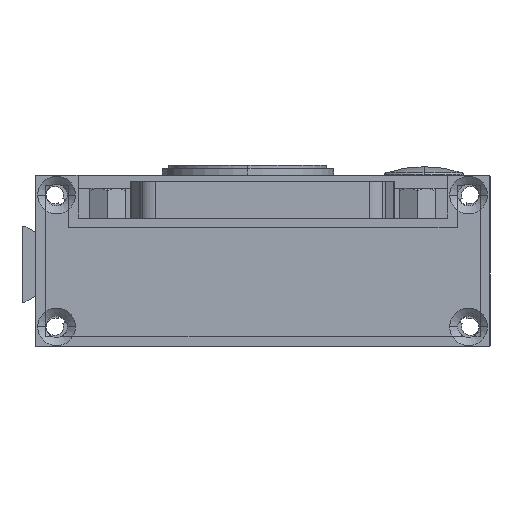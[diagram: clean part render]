
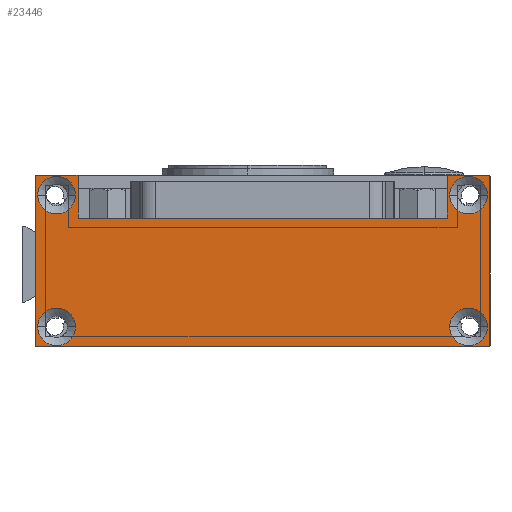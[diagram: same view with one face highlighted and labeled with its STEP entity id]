
A CAD part, left-side view. The second image highlights one B-rep face of the part: STEP entity #23446.
In plain terms, the highlighted planar face has unit normal (-1, 0, 0).
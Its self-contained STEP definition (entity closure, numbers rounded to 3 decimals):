
#14 = AXIS2_PLACEMENT_3D ( 'NONE', #1058, #1059, #1060 ) ;
#17 = AXIS2_PLACEMENT_3D ( 'NONE', #1075, #1076, #1077 ) ;
#470 = AXIS2_PLACEMENT_3D ( 'NONE', #4218, #4219, #4220 ) ;
#516 = AXIS2_PLACEMENT_3D ( 'NONE', #4908, #4910, #4912 ) ;
#521 = AXIS2_PLACEMENT_3D ( 'NONE', #4962, #4963, #4965 ) ;
#525 = AXIS2_PLACEMENT_3D ( 'NONE', #5152, #5153, #5154 ) ;
#526 = AXIS2_PLACEMENT_3D ( 'NONE', #5155, #5156, #5157 ) ;
#527 = AXIS2_PLACEMENT_3D ( 'NONE', #5158, #5159, #5160 ) ;
#528 = AXIS2_PLACEMENT_3D ( 'NONE', #5161, #5162, #5163 ) ;
#1058 = CARTESIAN_POINT ( 'NONE',  ( 0., 10., -31.25 ) ) ;
#1059 = DIRECTION ( 'NONE',  ( -1., 0., 0. ) ) ;
#1060 = DIRECTION ( 'NONE',  ( 0., 0., 1. ) ) ;
#1075 = CARTESIAN_POINT ( 'NONE',  ( 0., -10., -31.25 ) ) ;
#1076 = DIRECTION ( 'NONE',  ( -1., 0., 0. ) ) ;
#1077 = DIRECTION ( 'NONE',  ( 0., 0., 1. ) ) ;
#1903 = CIRCLE ( 'NONE', #14, 2.857 ) ;
#1914 = CIRCLE ( 'NONE', #17, 2.857 ) ;
#2659 = FACE_BOUND ( 'NONE', #4350, .T. ) ;
#2660 = FACE_BOUND ( 'NONE', #4613, .T. ) ;
#2661 = FACE_BOUND ( 'NONE', #20502, .T. ) ;
#2662 = FACE_BOUND ( 'NONE', #20480, .T. ) ;
#2663 = FACE_OUTER_BOUND ( 'NONE', #4392, .T. ) ;
#2746 = CIRCLE ( 'NONE', #516, 2.858 ) ;
#2763 = CIRCLE ( 'NONE', #521, 2.858 ) ;
#2796 = LINE ( 'NONE', #5045, #2797 ) ;
#2797 = VECTOR ( 'NONE', #5047, 1000. ) ;
#2804 = LINE ( 'NONE', #5062, #2805 ) ;
#2805 = VECTOR ( 'NONE', #5064, 1000. ) ;
#2812 = LINE ( 'NONE', #5080, #2813 ) ;
#2813 = VECTOR ( 'NONE', #5082, 1000. ) ;
#2818 = LINE ( 'NONE', #5094, #2819 ) ;
#2819 = VECTOR ( 'NONE', #5096, 1000. ) ;
#2824 = LINE ( 'NONE', #5106, #2825 ) ;
#2825 = VECTOR ( 'NONE', #5108, 1000. ) ;
#2846 = CIRCLE ( 'NONE', #525, 2.857 ) ;
#2847 = CIRCLE ( 'NONE', #526, 2.857 ) ;
#2848 = CIRCLE ( 'NONE', #527, 2.858 ) ;
#2849 = LINE ( 'NONE', #5164, #2851 ) ;
#2850 = CIRCLE ( 'NONE', #528, 2.858 ) ;
#2851 = VECTOR ( 'NONE', #5165, 1000. ) ;
#2852 = LINE ( 'NONE', #5166, #2853 ) ;
#2853 = VECTOR ( 'NONE', #5167, 1000. ) ;
#2854 = LINE ( 'NONE', #5168, #2855 ) ;
#2855 = VECTOR ( 'NONE', #5169, 1000. ) ;
#4217 = PLANE ( 'NONE',  #470 ) ;
#4218 = CARTESIAN_POINT ( 'NONE',  ( 0., 13., -34.5 ) ) ;
#4219 = DIRECTION ( 'NONE',  ( -1., 0., 0. ) ) ;
#4220 = DIRECTION ( 'NONE',  ( 0., 0., 1. ) ) ;
#4350 = EDGE_LOOP ( 'NONE', ( #19851, #19852 ) ) ;
#4392 = EDGE_LOOP ( 'NONE', ( #19859, #19860, #19861, #19862, #19863, #19864, #19865, #19866 ) ) ;
#4613 = EDGE_LOOP ( 'NONE', ( #19853, #19854 ) ) ;
#4908 = CARTESIAN_POINT ( 'NONE',  ( 0., -10., 31.25 ) ) ;
#4910 = DIRECTION ( 'NONE',  ( -1., 0., 0. ) ) ;
#4912 = DIRECTION ( 'NONE',  ( 0., 0., 1. ) ) ;
#4962 = CARTESIAN_POINT ( 'NONE',  ( 0., 10., 31.25 ) ) ;
#4963 = DIRECTION ( 'NONE',  ( -1., 0., 0. ) ) ;
#4965 = DIRECTION ( 'NONE',  ( 0., 0., 1. ) ) ;
#5045 = CARTESIAN_POINT ( 'NONE',  ( 0., -13., -34.5 ) ) ;
#5047 = DIRECTION ( 'NONE',  ( 0., 1., 0. ) ) ;
#5062 = CARTESIAN_POINT ( 'NONE',  ( 0., 13., 34.5 ) ) ;
#5064 = DIRECTION ( 'NONE',  ( 0., 0., 1. ) ) ;
#5080 = CARTESIAN_POINT ( 'NONE',  ( 0., 13., 34.5 ) ) ;
#5082 = DIRECTION ( 'NONE',  ( 0., 0., 1. ) ) ;
#5094 = CARTESIAN_POINT ( 'NONE',  ( 0., -13., 34.5 ) ) ;
#5096 = DIRECTION ( 'NONE',  ( 0., -1., 0. ) ) ;
#5106 = CARTESIAN_POINT ( 'NONE',  ( 0., -13., 34.5 ) ) ;
#5108 = DIRECTION ( 'NONE',  ( 0., 0., -1. ) ) ;
#5152 = CARTESIAN_POINT ( 'NONE',  ( 0., 10., -31.25 ) ) ;
#5153 = DIRECTION ( 'NONE',  ( -1., 0., 0. ) ) ;
#5154 = DIRECTION ( 'NONE',  ( 0., 0., 1. ) ) ;
#5155 = CARTESIAN_POINT ( 'NONE',  ( 0., -10., -31.25 ) ) ;
#5156 = DIRECTION ( 'NONE',  ( -1., 0., 0. ) ) ;
#5157 = DIRECTION ( 'NONE',  ( 0., 0., 1. ) ) ;
#5158 = CARTESIAN_POINT ( 'NONE',  ( 0., -10., 31.25 ) ) ;
#5159 = DIRECTION ( 'NONE',  ( -1., 0., 0. ) ) ;
#5160 = DIRECTION ( 'NONE',  ( 0., 0., 1. ) ) ;
#5161 = CARTESIAN_POINT ( 'NONE',  ( 0., 10., 31.25 ) ) ;
#5162 = DIRECTION ( 'NONE',  ( -1., 0., 0. ) ) ;
#5163 = DIRECTION ( 'NONE',  ( 0., 0., 1. ) ) ;
#5164 = CARTESIAN_POINT ( 'NONE',  ( 0., 6.5, -28. ) ) ;
#5165 = DIRECTION ( 'NONE',  ( 0., 1., 0. ) ) ;
#5166 = CARTESIAN_POINT ( 'NONE',  ( 0., 6.5, 28. ) ) ;
#5167 = DIRECTION ( 'NONE',  ( 0., 1., 0. ) ) ;
#5168 = CARTESIAN_POINT ( 'NONE',  ( 0., 6.5, -28. ) ) ;
#5169 = DIRECTION ( 'NONE',  ( 0., 0., 1. ) ) ;
#12453 = CARTESIAN_POINT ( 'NONE',  ( 0., 10., -34.108 ) ) ;
#12573 = CARTESIAN_POINT ( 'NONE',  ( 0., 6.5, 28. ) ) ;
#12575 = VERTEX_POINT ( 'NONE', #16247 ) ;
#12614 = VERTEX_POINT ( 'NONE', #16104 ) ;
#12660 = VERTEX_POINT ( 'NONE', #16145 ) ;
#12669 = VERTEX_POINT ( 'NONE', #16079 ) ;
#12768 = VERTEX_POINT ( 'NONE', #25088 ) ;
#12837 = VERTEX_POINT ( 'NONE', #25099 ) ;
#12845 = VERTEX_POINT ( 'NONE', #25123 ) ;
#12914 = VERTEX_POINT ( 'NONE', #24923 ) ;
#12966 = VERTEX_POINT ( 'NONE', #25103 ) ;
#12974 = VERTEX_POINT ( 'NONE', #25085 ) ;
#15362 = VERTEX_POINT ( 'NONE', #24991 ) ;
#15475 = VERTEX_POINT ( 'NONE', #12453 ) ;
#15520 = VERTEX_POINT ( 'NONE', #12573 ) ;
#15628 = VERTEX_POINT ( 'NONE', #20945 ) ;
#15645 = VERTEX_POINT ( 'NONE', #20981 ) ;
#15698 = VERTEX_POINT ( 'NONE', #20913 ) ;
#16079 = CARTESIAN_POINT ( 'NONE',  ( 0., -10., 28.392 ) ) ;
#16104 = CARTESIAN_POINT ( 'NONE',  ( 0., 10., 34.108 ) ) ;
#16145 = CARTESIAN_POINT ( 'NONE',  ( 0., 10., -28.393 ) ) ;
#16247 = CARTESIAN_POINT ( 'NONE',  ( 0., -10., -28.393 ) ) ;
#19851 = ORIENTED_EDGE ( 'NONE', *, *, #23548, .F. ) ;
#19852 = ORIENTED_EDGE ( 'NONE', *, *, #22963, .F. ) ;
#19853 = ORIENTED_EDGE ( 'NONE', *, *, #23549, .F. ) ;
#19854 = ORIENTED_EDGE ( 'NONE', *, *, #22970, .F. ) ;
#19855 = ORIENTED_EDGE ( 'NONE', *, *, #23550, .F. ) ;
#19856 = ORIENTED_EDGE ( 'NONE', *, *, #23493, .F. ) ;
#19857 = ORIENTED_EDGE ( 'NONE', *, *, #23551, .F. ) ;
#19858 = ORIENTED_EDGE ( 'NONE', *, *, #23504, .F. ) ;
#19859 = ORIENTED_EDGE ( 'NONE', *, *, #23552, .T. ) ;
#19860 = ORIENTED_EDGE ( 'NONE', *, *, #23526, .F. ) ;
#19861 = ORIENTED_EDGE ( 'NONE', *, *, #23522, .F. ) ;
#19862 = ORIENTED_EDGE ( 'NONE', *, *, #23536, .F. ) ;
#19863 = ORIENTED_EDGE ( 'NONE', *, *, #23533, .F. ) ;
#19864 = ORIENTED_EDGE ( 'NONE', *, *, #23530, .F. ) ;
#19865 = ORIENTED_EDGE ( 'NONE', *, *, #23553, .F. ) ;
#19866 = ORIENTED_EDGE ( 'NONE', *, *, #23554, .F. ) ;
#20480 = EDGE_LOOP ( 'NONE', ( #19857, #19858 ) ) ;
#20502 = EDGE_LOOP ( 'NONE', ( #19855, #19856 ) ) ;
#20913 = CARTESIAN_POINT ( 'NONE',  ( 0., -10., 34.108 ) ) ;
#20945 = CARTESIAN_POINT ( 'NONE',  ( 0., 10., 28.392 ) ) ;
#20981 = CARTESIAN_POINT ( 'NONE',  ( 0., 6.5, -28. ) ) ;
#22963 = EDGE_CURVE ( 'NONE', #15475, #12660, #1903, .T. ) ;
#22970 = EDGE_CURVE ( 'NONE', #12845, #12575, #1914, .T. ) ;
#23446 = ADVANCED_FACE ( 'NONE', ( #2659, #2660, #2661, #2662, #2663 ), #4217, .T. ) ;
#23493 = EDGE_CURVE ( 'NONE', #12669, #15698, #2746, .T. ) ;
#23504 = EDGE_CURVE ( 'NONE', #15628, #12614, #2763, .T. ) ;
#23522 = EDGE_CURVE ( 'NONE', #12914, #12974, #2796, .T. ) ;
#23526 = EDGE_CURVE ( 'NONE', #12974, #12837, #2804, .T. ) ;
#23530 = EDGE_CURVE ( 'NONE', #12966, #12768, #2812, .T. ) ;
#23533 = EDGE_CURVE ( 'NONE', #12768, #15362, #2818, .T. ) ;
#23536 = EDGE_CURVE ( 'NONE', #15362, #12914, #2824, .T. ) ;
#23548 = EDGE_CURVE ( 'NONE', #12660, #15475, #2846, .T. ) ;
#23549 = EDGE_CURVE ( 'NONE', #12575, #12845, #2847, .T. ) ;
#23550 = EDGE_CURVE ( 'NONE', #15698, #12669, #2848, .T. ) ;
#23551 = EDGE_CURVE ( 'NONE', #12614, #15628, #2850, .T. ) ;
#23552 = EDGE_CURVE ( 'NONE', #15645, #12837, #2849, .T. ) ;
#23553 = EDGE_CURVE ( 'NONE', #15520, #12966, #2852, .T. ) ;
#23554 = EDGE_CURVE ( 'NONE', #15645, #15520, #2854, .T. ) ;
#24923 = CARTESIAN_POINT ( 'NONE',  ( 0., -13., -34.5 ) ) ;
#24991 = CARTESIAN_POINT ( 'NONE',  ( 0., -13., 34.5 ) ) ;
#25085 = CARTESIAN_POINT ( 'NONE',  ( 0., 13., -34.5 ) ) ;
#25088 = CARTESIAN_POINT ( 'NONE',  ( 0., 13., 34.5 ) ) ;
#25099 = CARTESIAN_POINT ( 'NONE',  ( 0., 13., -28. ) ) ;
#25103 = CARTESIAN_POINT ( 'NONE',  ( 0., 13., 28. ) ) ;
#25123 = CARTESIAN_POINT ( 'NONE',  ( 0., -10., -34.108 ) ) ;
